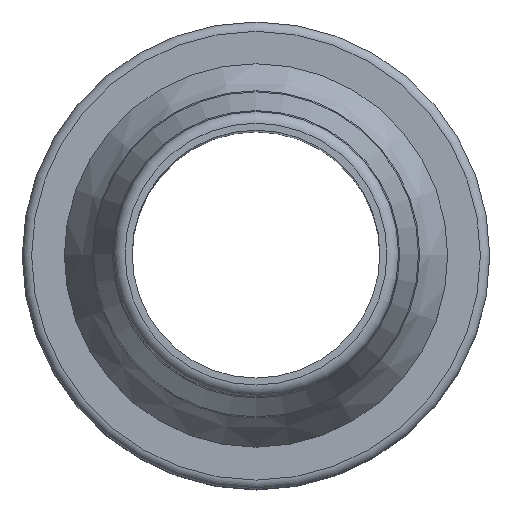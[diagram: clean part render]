
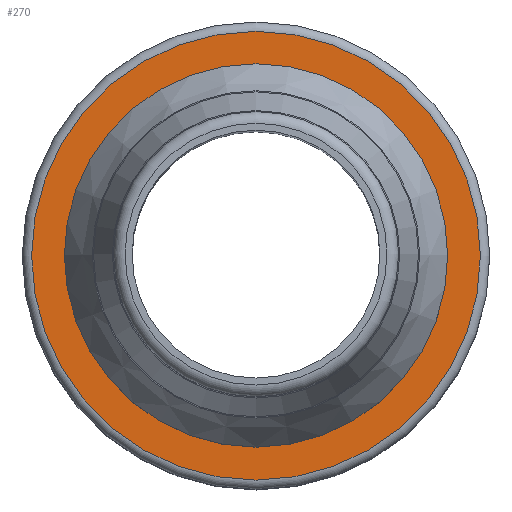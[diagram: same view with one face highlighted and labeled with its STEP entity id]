
A CAD part, top view. The second image highlights one B-rep face of the part: STEP entity #270.
In plain terms, the highlighted planar face has unit normal (0, 0, 1).
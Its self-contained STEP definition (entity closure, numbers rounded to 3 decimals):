
#58=ORIENTED_EDGE('',*,*,#97,.T.);
#59=ORIENTED_EDGE('',*,*,#96,.F.);
#96=EDGE_CURVE('',#120,#120,#144,.T.);
#97=EDGE_CURVE('',#121,#121,#145,.T.);
#120=VERTEX_POINT('',#475);
#121=VERTEX_POINT('',#478);
#144=CIRCLE('',#317,4.8);
#145=CIRCLE('',#319,3.75);
#178=EDGE_LOOP('',(#58));
#179=EDGE_LOOP('',(#59));
#226=FACE_BOUND('',#178,.T.);
#227=FACE_BOUND('',#179,.T.);
#257=PLANE('',#318);
#270=ADVANCED_FACE('',(#226,#227),#257,.T.);
#317=AXIS2_PLACEMENT_3D('',#474,#387,#388);
#318=AXIS2_PLACEMENT_3D('',#476,#389,#390);
#319=AXIS2_PLACEMENT_3D('',#477,#391,#392);
#387=DIRECTION('',(0.,0.,-1.));
#388=DIRECTION('',(-1.,0.,0.));
#389=DIRECTION('',(0.,0.,1.));
#390=DIRECTION('',(1.,0.,0.));
#391=DIRECTION('',(0.,0.,-1.));
#392=DIRECTION('',(-1.,0.,0.));
#474=CARTESIAN_POINT('',(0.,0.,-19.3));
#475=CARTESIAN_POINT('',(-4.8,0.,-19.3));
#476=CARTESIAN_POINT('',(0.,4.8,-19.3));
#477=CARTESIAN_POINT('',(0.,0.,-19.3));
#478=CARTESIAN_POINT('',(-3.75,0.,-19.3));
